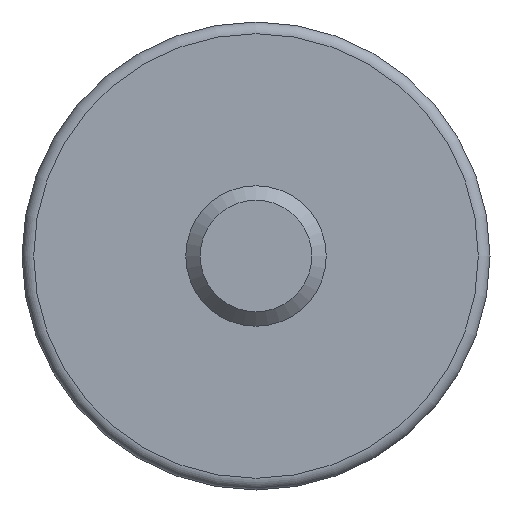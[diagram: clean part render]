
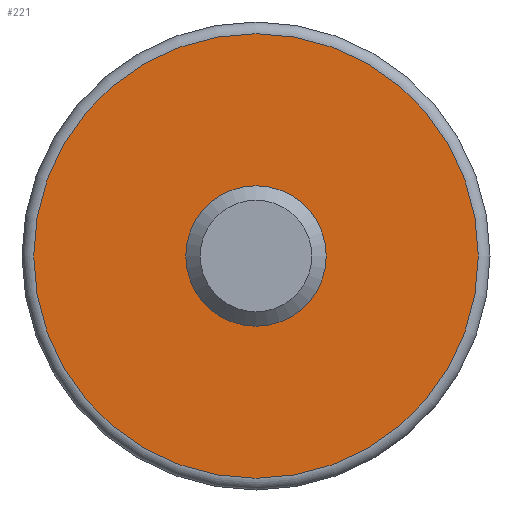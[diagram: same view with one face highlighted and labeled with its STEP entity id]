
A CAD part, front view. The second image highlights one B-rep face of the part: STEP entity #221.
In plain terms, the highlighted planar face has unit normal (0, -1, 0).
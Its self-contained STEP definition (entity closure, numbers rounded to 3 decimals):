
#125 = TOROIDAL_SURFACE('',#126,9.5,0.5);
#126 = AXIS2_PLACEMENT_3D('',#127,#128,#129);
#127 = CARTESIAN_POINT('',(0.,18.5,0.));
#128 = DIRECTION('',(0.,-1.,0.));
#129 = DIRECTION('',(0.,0.,-1.));
#164 = VERTEX_POINT('',#165);
#165 = CARTESIAN_POINT('',(0.,18.,-9.5));
#190 = EDGE_CURVE('',#164,#164,#191,.T.);
#191 = SURFACE_CURVE('',#192,(#197,#204),.PCURVE_S1.);
#192 = CIRCLE('',#193,9.5);
#193 = AXIS2_PLACEMENT_3D('',#194,#195,#196);
#194 = CARTESIAN_POINT('',(0.,18.,0.));
#195 = DIRECTION('',(0.,-1.,0.));
#196 = DIRECTION('',(0.,0.,-1.));
#197 = PCURVE('',#125,#198);
#198 = DEFINITIONAL_REPRESENTATION('',(#199),#203);
#199 = LINE('',#200,#201);
#200 = CARTESIAN_POINT('',(0.,7.854));
#201 = VECTOR('',#202,1.);
#202 = DIRECTION('',(1.,0.));
#203 = ( GEOMETRIC_REPRESENTATION_CONTEXT(2) 
PARAMETRIC_REPRESENTATION_CONTEXT() REPRESENTATION_CONTEXT('2D SPACE',''
  ) );
#204 = PCURVE('',#205,#210);
#205 = PLANE('',#206);
#206 = AXIS2_PLACEMENT_3D('',#207,#208,#209);
#207 = CARTESIAN_POINT('',(9.5,18.,0.));
#208 = DIRECTION('',(0.,1.,0.));
#209 = DIRECTION('',(0.,-0.,1.));
#210 = DEFINITIONAL_REPRESENTATION('',(#211),#219);
#211 = ( BOUNDED_CURVE() B_SPLINE_CURVE(2,(#212,#213,#214,#215,#216,#217
,#218),.UNSPECIFIED.,.T.,.F.) B_SPLINE_CURVE_WITH_KNOTS((1,2,2,2,2,1),(
    -2.094,0.,2.094,4.189,6.283,
8.378),.UNSPECIFIED.) CURVE() GEOMETRIC_REPRESENTATION_ITEM() 
RATIONAL_B_SPLINE_CURVE((1.,0.5,1.,0.5,1.,0.5,1.)) REPRESENTATION_ITEM(
  '') );
#212 = CARTESIAN_POINT('',(-9.5,-9.5));
#213 = CARTESIAN_POINT('',(-9.5,6.954));
#214 = CARTESIAN_POINT('',(4.75,-1.273));
#215 = CARTESIAN_POINT('',(19.,-9.5));
#216 = CARTESIAN_POINT('',(4.75,-17.727));
#217 = CARTESIAN_POINT('',(-9.5,-25.954));
#218 = CARTESIAN_POINT('',(-9.5,-9.5));
#219 = ( GEOMETRIC_REPRESENTATION_CONTEXT(2) 
PARAMETRIC_REPRESENTATION_CONTEXT() REPRESENTATION_CONTEXT('2D SPACE',''
  ) );
#221 = ADVANCED_FACE('',(#222,#257),#205,.F.);
#222 = FACE_BOUND('',#223,.T.);
#223 = EDGE_LOOP('',(#224));
#224 = ORIENTED_EDGE('',*,*,#225,.F.);
#225 = EDGE_CURVE('',#226,#226,#228,.T.);
#226 = VERTEX_POINT('',#227);
#227 = CARTESIAN_POINT('',(0.,18.,-3.));
#228 = SURFACE_CURVE('',#229,(#234,#245),.PCURVE_S1.);
#229 = CIRCLE('',#230,3.);
#230 = AXIS2_PLACEMENT_3D('',#231,#232,#233);
#231 = CARTESIAN_POINT('',(0.,18.,0.));
#232 = DIRECTION('',(0.,-1.,0.));
#233 = DIRECTION('',(0.,0.,-1.));
#234 = PCURVE('',#205,#235);
#235 = DEFINITIONAL_REPRESENTATION('',(#236),#244);
#236 = ( BOUNDED_CURVE() B_SPLINE_CURVE(2,(#237,#238,#239,#240,#241,#242
,#243),.UNSPECIFIED.,.T.,.F.) B_SPLINE_CURVE_WITH_KNOTS((1,2,2,2,2,1),(
    -2.094,0.,2.094,4.189,6.283,
8.378),.UNSPECIFIED.) CURVE() GEOMETRIC_REPRESENTATION_ITEM() 
RATIONAL_B_SPLINE_CURVE((1.,0.5,1.,0.5,1.,0.5,1.)) REPRESENTATION_ITEM(
  '') );
#237 = CARTESIAN_POINT('',(-3.,-9.5));
#238 = CARTESIAN_POINT('',(-3.,-4.304));
#239 = CARTESIAN_POINT('',(1.5,-6.902));
#240 = CARTESIAN_POINT('',(6.,-9.5));
#241 = CARTESIAN_POINT('',(1.5,-12.098));
#242 = CARTESIAN_POINT('',(-3.,-14.696));
#243 = CARTESIAN_POINT('',(-3.,-9.5));
#244 = ( GEOMETRIC_REPRESENTATION_CONTEXT(2) 
PARAMETRIC_REPRESENTATION_CONTEXT() REPRESENTATION_CONTEXT('2D SPACE',''
  ) );
#245 = PCURVE('',#246,#251);
#246 = CYLINDRICAL_SURFACE('',#247,3.);
#247 = AXIS2_PLACEMENT_3D('',#248,#249,#250);
#248 = CARTESIAN_POINT('',(0.,0.,0.));
#249 = DIRECTION('',(0.,-1.,0.));
#250 = DIRECTION('',(0.,0.,-1.));
#251 = DEFINITIONAL_REPRESENTATION('',(#252),#256);
#252 = LINE('',#253,#254);
#253 = CARTESIAN_POINT('',(0.,-18.));
#254 = VECTOR('',#255,1.);
#255 = DIRECTION('',(1.,0.));
#256 = ( GEOMETRIC_REPRESENTATION_CONTEXT(2) 
PARAMETRIC_REPRESENTATION_CONTEXT() REPRESENTATION_CONTEXT('2D SPACE',''
  ) );
#257 = FACE_BOUND('',#258,.T.);
#258 = EDGE_LOOP('',(#259));
#259 = ORIENTED_EDGE('',*,*,#190,.T.);
